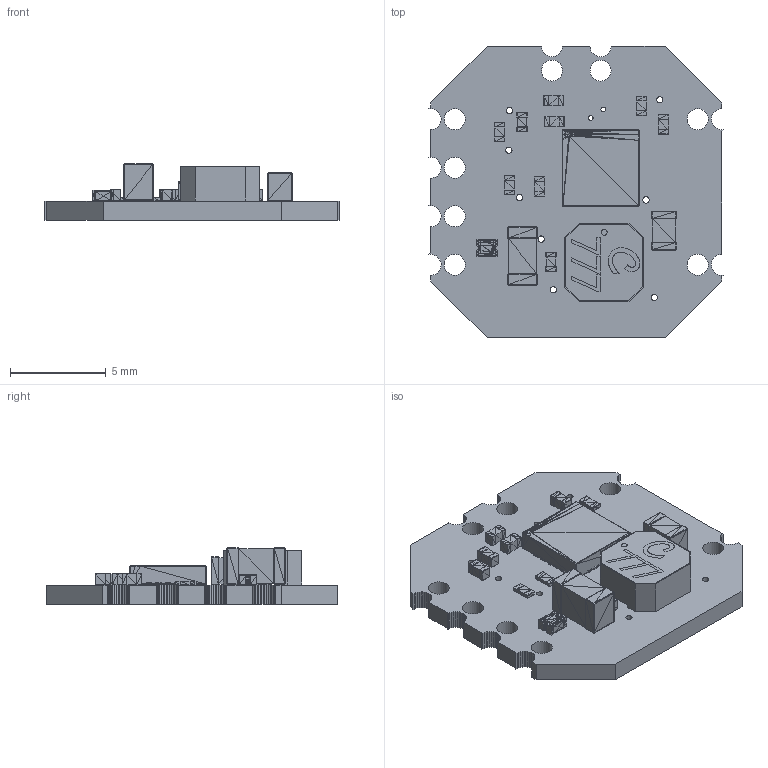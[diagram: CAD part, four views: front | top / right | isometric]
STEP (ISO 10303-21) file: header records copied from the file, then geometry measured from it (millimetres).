
FILE_DESCRIPTION(('for SolidWorks'),'2;1');
FILE_NAME('DRV2667.step','2015-02-21T16:55:49',('Chris Hamilton') ,(''),'Open CASCADE STEP processor 6.6','Diptrace','Unknown');
FILE_SCHEMA(('AUTOMOTIVE_DESIGN { 1 0 10303 214 1 1 1 1 }'));
Length unit declared in the file: millimetre
Products named in the file (9): PCB; Board; Model_2; cap_0805; cap_1206; cap_0402; res_0402; rescax-4_1x1x0.65; qfn-20_4x4x0.5
Assembly tree (15 placements, depth 2):
  PCB
    Board
    Model_2
    cap_0805
    cap_1206
    cap_0402  x6
    res_0402  x3
    rescax-4_1x1x0.65
    qfn-20_4x4x0.5
Bounding box: 15.39 x 15.24 x 2.94 mm (x, y, z)
Volume: 201.8 mm3; surface area: 695.7 mm2
Topology: 1 solids, 39 shells, 3686 faces, 5909 edges, 2305 vertices
Faces by surface type: plane 3648, cylinder 29, bspline 9
Full cylindrical faces by diameter (mm): 0.254 x2, 0.33 x17, 1.1 x8
Entity records: 77365 total; most frequent: DIRECTION 10297, CARTESIAN_POINT 9415, ORIENTED_EDGE 9208, EDGE_CURVE 4607, LINE 4531, VECTOR 4531, AXIS2_PLACEMENT_3D 2883, FACE_BOUND 2878
